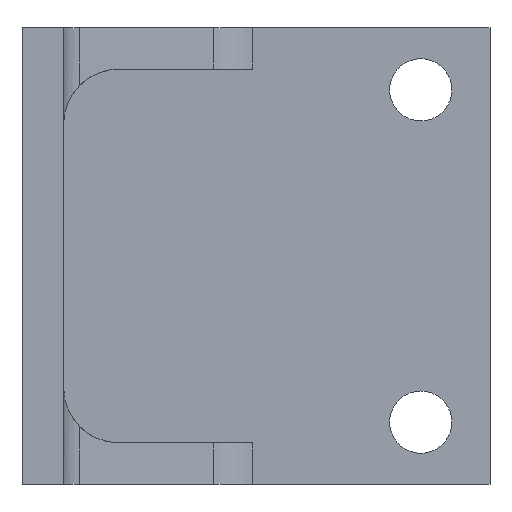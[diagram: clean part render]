
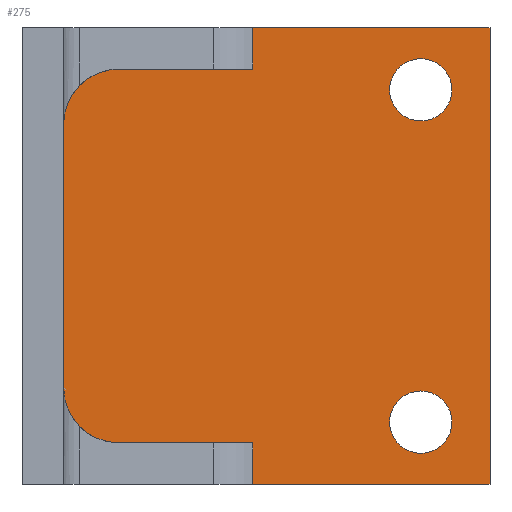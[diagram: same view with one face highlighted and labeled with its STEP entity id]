
A CAD part, left-side view. The second image highlights one B-rep face of the part: STEP entity #275.
In plain terms, the highlighted planar face has unit normal (-1, 0, 0).
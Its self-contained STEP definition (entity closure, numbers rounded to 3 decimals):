
#5 = CARTESIAN_POINT ( 'NONE',  ( -3., 0., 33. ) ) ;
#8 = VERTEX_POINT ( 'NONE', #651 ) ;
#20 = ORIENTED_EDGE ( 'NONE', *, *, #506, .T. ) ;
#31 = AXIS2_PLACEMENT_3D ( 'NONE', #734, #875, #800 ) ;
#38 = ORIENTED_EDGE ( 'NONE', *, *, #571, .T. ) ;
#44 = DIRECTION ( 'NONE',  ( -1., 0., 0. ) ) ;
#63 = EDGE_CURVE ( 'NONE', #712, #747, #410, .T. ) ;
#66 = VERTEX_POINT ( 'NONE', #1031 ) ;
#69 = CARTESIAN_POINT ( 'NONE',  ( -3., 0., 0. ) ) ;
#93 = LINE ( 'NONE', #973, #904 ) ;
#98 = CARTESIAN_POINT ( 'NONE',  ( -3., 30.8, 30. ) ) ;
#106 = DIRECTION ( 'NONE',  ( 0., 0., 1. ) ) ;
#111 = VECTOR ( 'NONE', #845, 1000. ) ;
#115 = DIRECTION ( 'NONE',  ( 0., -1., 0. ) ) ;
#132 = ORIENTED_EDGE ( 'NONE', *, *, #347, .F. ) ;
#148 = CARTESIAN_POINT ( 'NONE',  ( -3., 17.143, 3. ) ) ;
#157 = DIRECTION ( 'NONE',  ( -1., 0., 0. ) ) ;
#168 = CIRCLE ( 'NONE', #285, 4. ) ;
#175 = CARTESIAN_POINT ( 'NONE',  ( -3., 30.8, 7. ) ) ;
#176 = DIRECTION ( 'NONE',  ( -1., 0., 0. ) ) ;
#183 = DIRECTION ( 'NONE',  ( 0., 0., -1. ) ) ;
#189 = FACE_BOUND ( 'NONE', #490, .T. ) ;
#212 = EDGE_CURVE ( 'NONE', #725, #66, #359, .T. ) ;
#213 = VERTEX_POINT ( 'NONE', #148 ) ;
#225 = AXIS2_PLACEMENT_3D ( 'NONE', #957, #157, #246 ) ;
#230 = ORIENTED_EDGE ( 'NONE', *, *, #767, .T. ) ;
#234 = CARTESIAN_POINT ( 'NONE',  ( -3., 26.8, 26. ) ) ;
#236 = VERTEX_POINT ( 'NONE', #390 ) ;
#243 = VERTEX_POINT ( 'NONE', #950 ) ;
#246 = DIRECTION ( 'NONE',  ( 0., 0., 1. ) ) ;
#263 = CARTESIAN_POINT ( 'NONE',  ( -3., 17.143, 30. ) ) ;
#271 = VERTEX_POINT ( 'NONE', #971 ) ;
#275 = ADVANCED_FACE ( 'NONE', ( #720, #627, #189 ), #507, .F. ) ;
#278 = CARTESIAN_POINT ( 'NONE',  ( -3., 17.143, 33. ) ) ;
#285 = AXIS2_PLACEMENT_3D ( 'NONE', #600, #671, #682 ) ;
#294 = VECTOR ( 'NONE', #183, 1000. ) ;
#303 = CARTESIAN_POINT ( 'NONE',  ( -3., 17.143, 0. ) ) ;
#305 = ORIENTED_EDGE ( 'NONE', *, *, #63, .F. ) ;
#313 = VERTEX_POINT ( 'NONE', #175 ) ;
#315 = ORIENTED_EDGE ( 'NONE', *, *, #625, .T. ) ;
#325 = VERTEX_POINT ( 'NONE', #958 ) ;
#347 = EDGE_CURVE ( 'NONE', #243, #723, #742, .T. ) ;
#353 = AXIS2_PLACEMENT_3D ( 'NONE', #5, #739, #403 ) ;
#359 = LINE ( 'NONE', #69, #919 ) ;
#369 = LINE ( 'NONE', #673, #294 ) ;
#379 = CARTESIAN_POINT ( 'NONE',  ( -3., 5., 30.75 ) ) ;
#390 = CARTESIAN_POINT ( 'NONE',  ( -3., 26.8, 30. ) ) ;
#391 = VECTOR ( 'NONE', #542, 1000. ) ;
#403 = DIRECTION ( 'NONE',  ( 0., 1., 0. ) ) ;
#410 = CIRCLE ( 'NONE', #225, 2.25 ) ;
#411 = EDGE_CURVE ( 'NONE', #878, #236, #93, .T. ) ;
#420 = ORIENTED_EDGE ( 'NONE', *, *, #560, .F. ) ;
#422 = DIRECTION ( 'NONE',  ( 0., 1., 0. ) ) ;
#441 = DIRECTION ( 'NONE',  ( 0., 0., 1. ) ) ;
#456 = CARTESIAN_POINT ( 'NONE',  ( -3., 5., 28.5 ) ) ;
#464 = VERTEX_POINT ( 'NONE', #278 ) ;
#469 = EDGE_CURVE ( 'NONE', #747, #712, #848, .T. ) ;
#476 = EDGE_CURVE ( 'NONE', #213, #271, #697, .T. ) ;
#482 = DIRECTION ( 'NONE',  ( 0., 0., -1. ) ) ;
#487 = AXIS2_PLACEMENT_3D ( 'NONE', #456, #44, #441 ) ;
#490 = EDGE_LOOP ( 'NONE', ( #132, #420 ) ) ;
#505 = ORIENTED_EDGE ( 'NONE', *, *, #476, .F. ) ;
#506 = EDGE_CURVE ( 'NONE', #236, #325, #841, .T. ) ;
#507 = PLANE ( 'NONE',  #353 ) ;
#509 = CIRCLE ( 'NONE', #929, 2.25 ) ;
#542 = DIRECTION ( 'NONE',  ( 0., 1., 0. ) ) ;
#560 = EDGE_CURVE ( 'NONE', #723, #243, #509, .T. ) ;
#571 = EDGE_CURVE ( 'NONE', #313, #271, #168, .T. ) ;
#579 = LINE ( 'NONE', #849, #111 ) ;
#600 = CARTESIAN_POINT ( 'NONE',  ( -3., 26.8, 7. ) ) ;
#625 = EDGE_CURVE ( 'NONE', #213, #725, #369, .T. ) ;
#627 = FACE_BOUND ( 'NONE', #856, .T. ) ;
#638 = EDGE_CURVE ( 'NONE', #325, #313, #741, .T. ) ;
#646 = DIRECTION ( 'NONE',  ( -1., 0., 0. ) ) ;
#651 = CARTESIAN_POINT ( 'NONE',  ( -3., 0., 33. ) ) ;
#657 = ORIENTED_EDGE ( 'NONE', *, *, #818, .F. ) ;
#671 = DIRECTION ( 'NONE',  ( -1., 0., 0. ) ) ;
#672 = CARTESIAN_POINT ( 'NONE',  ( -3., 0., 33. ) ) ;
#673 = CARTESIAN_POINT ( 'NONE',  ( -3., 17.143, 0. ) ) ;
#681 = ORIENTED_EDGE ( 'NONE', *, *, #212, .T. ) ;
#682 = DIRECTION ( 'NONE',  ( 0., 1., 0. ) ) ;
#697 = LINE ( 'NONE', #1006, #391 ) ;
#704 = LINE ( 'NONE', #672, #1003 ) ;
#712 = VERTEX_POINT ( 'NONE', #379 ) ;
#720 = FACE_OUTER_BOUND ( 'NONE', #846, .T. ) ;
#723 = VERTEX_POINT ( 'NONE', #923 ) ;
#725 = VERTEX_POINT ( 'NONE', #303 ) ;
#728 = LINE ( 'NONE', #940, #847 ) ;
#734 = CARTESIAN_POINT ( 'NONE',  ( -3., 5., 4.5 ) ) ;
#736 = ORIENTED_EDGE ( 'NONE', *, *, #469, .F. ) ;
#739 = DIRECTION ( 'NONE',  ( 1., 0., 0. ) ) ;
#741 = LINE ( 'NONE', #98, #860 ) ;
#742 = CIRCLE ( 'NONE', #31, 2.25 ) ;
#744 = DIRECTION ( 'NONE',  ( 0., 0., -1. ) ) ;
#747 = VERTEX_POINT ( 'NONE', #773 ) ;
#758 = EDGE_CURVE ( 'NONE', #8, #66, #728, .T. ) ;
#767 = EDGE_CURVE ( 'NONE', #464, #878, #579, .T. ) ;
#773 = CARTESIAN_POINT ( 'NONE',  ( -3., 5., 26.25 ) ) ;
#800 = DIRECTION ( 'NONE',  ( 0., 0., 1. ) ) ;
#818 = EDGE_CURVE ( 'NONE', #464, #8, #704, .T. ) ;
#841 = CIRCLE ( 'NONE', #844, 4. ) ;
#844 = AXIS2_PLACEMENT_3D ( 'NONE', #234, #646, #853 ) ;
#845 = DIRECTION ( 'NONE',  ( 0., 0., -1. ) ) ;
#846 = EDGE_LOOP ( 'NONE', ( #505, #315, #681, #964, #657, #230, #1040, #20, #895, #38 ) ) ;
#847 = VECTOR ( 'NONE', #482, 1000. ) ;
#848 = CIRCLE ( 'NONE', #487, 2.25 ) ;
#849 = CARTESIAN_POINT ( 'NONE',  ( -3., 17.143, 30. ) ) ;
#853 = DIRECTION ( 'NONE',  ( 0., 1., 0. ) ) ;
#856 = EDGE_LOOP ( 'NONE', ( #305, #736 ) ) ;
#858 = DIRECTION ( 'NONE',  ( 0., -1., 0. ) ) ;
#860 = VECTOR ( 'NONE', #744, 1000. ) ;
#875 = DIRECTION ( 'NONE',  ( -1., 0., 0. ) ) ;
#877 = CARTESIAN_POINT ( 'NONE',  ( -3., 5., 4.5 ) ) ;
#878 = VERTEX_POINT ( 'NONE', #263 ) ;
#895 = ORIENTED_EDGE ( 'NONE', *, *, #638, .T. ) ;
#904 = VECTOR ( 'NONE', #422, 1000. ) ;
#919 = VECTOR ( 'NONE', #858, 1000. ) ;
#923 = CARTESIAN_POINT ( 'NONE',  ( -3., 5., 2.25 ) ) ;
#929 = AXIS2_PLACEMENT_3D ( 'NONE', #877, #176, #106 ) ;
#940 = CARTESIAN_POINT ( 'NONE',  ( -3., 0., 33. ) ) ;
#950 = CARTESIAN_POINT ( 'NONE',  ( -3., 5., 6.75 ) ) ;
#957 = CARTESIAN_POINT ( 'NONE',  ( -3., 5., 28.5 ) ) ;
#958 = CARTESIAN_POINT ( 'NONE',  ( -3., 30.8, 26. ) ) ;
#964 = ORIENTED_EDGE ( 'NONE', *, *, #758, .F. ) ;
#971 = CARTESIAN_POINT ( 'NONE',  ( -3., 26.8, 3. ) ) ;
#973 = CARTESIAN_POINT ( 'NONE',  ( -3., -2.2, 30. ) ) ;
#1003 = VECTOR ( 'NONE', #115, 1000. ) ;
#1006 = CARTESIAN_POINT ( 'NONE',  ( -3., -2.2, 3. ) ) ;
#1031 = CARTESIAN_POINT ( 'NONE',  ( -3., 0., 0. ) ) ;
#1040 = ORIENTED_EDGE ( 'NONE', *, *, #411, .T. ) ;
